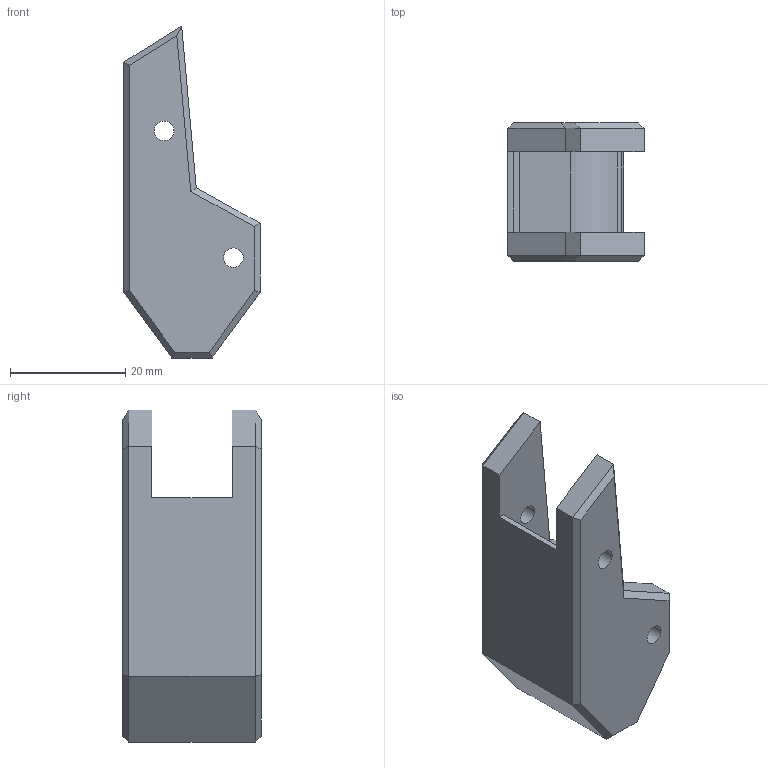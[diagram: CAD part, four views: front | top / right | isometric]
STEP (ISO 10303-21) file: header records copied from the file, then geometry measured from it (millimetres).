
FILE_DESCRIPTION(('FreeCAD Model'),'2;1');
FILE_NAME('foot.step', '2016-01-13T17:37:38',('Author'),(''), 'Open CASCADE STEP processor 6.8','FreeCAD','Unknown');
FILE_SCHEMA(('AUTOMOTIVE_DESIGN_CC2 { 1 2 10303 214 -1 1 5 4 }'));
Length unit declared in the file: millimetre
Products named in the file (1): Clone_of_foot_(Mirror_#18)
Bounding box: 23.65 x 24 x 57.6 mm (x, y, z)
Volume: 11853.6 mm3; surface area: 5763.4 mm2
Topology: 1 solids, 1 shells, 43 faces, 109 edges, 68 vertices
Faces by surface type: plane 38, cylinder 5
Full cylindrical faces by diameter (mm): 3.4 x4
Entity records: 2727 total; most frequent: CARTESIAN_POINT 463, DIRECTION 421, LINE 307, VECTOR 307, ORIENTED_EDGE 218, PCURVE 218, DEFINITIONAL_REPRESENTATION 218, EDGE_CURVE 109
